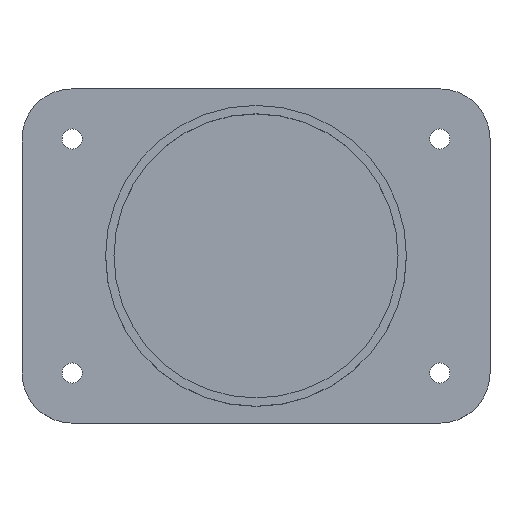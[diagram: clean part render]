
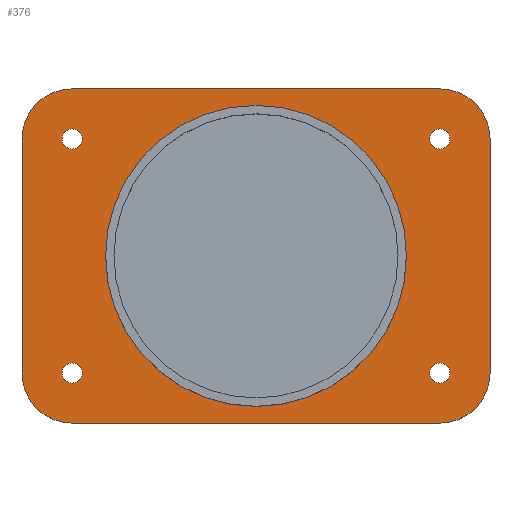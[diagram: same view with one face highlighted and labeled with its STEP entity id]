
A CAD part, top view. The second image highlights one B-rep face of the part: STEP entity #376.
In plain terms, the highlighted planar face has unit normal (0, 0, 1).
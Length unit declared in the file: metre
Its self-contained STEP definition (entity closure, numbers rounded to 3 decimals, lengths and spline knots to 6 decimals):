
#16=LINE('',#620,#32);
#20=LINE('',#629,#36);
#22=LINE('',#633,#38);
#26=LINE('',#642,#42);
#32=VECTOR('',#496,1.);
#36=VECTOR('',#502,1.);
#38=VECTOR('',#506,1.);
#42=VECTOR('',#512,1.);
#85=ORIENTED_EDGE('',*,*,#170,.T.);
#86=ORIENTED_EDGE('',*,*,#171,.T.);
#87=ORIENTED_EDGE('',*,*,#172,.T.);
#88=ORIENTED_EDGE('',*,*,#173,.T.);
#89=ORIENTED_EDGE('',*,*,#174,.F.);
#90=ORIENTED_EDGE('',*,*,#160,.T.);
#91=ORIENTED_EDGE('',*,*,#175,.T.);
#92=ORIENTED_EDGE('',*,*,#162,.T.);
#93=ORIENTED_EDGE('',*,*,#176,.T.);
#94=ORIENTED_EDGE('',*,*,#166,.F.);
#95=ORIENTED_EDGE('',*,*,#177,.T.);
#96=ORIENTED_EDGE('',*,*,#156,.F.);
#97=ORIENTED_EDGE('',*,*,#178,.T.);
#156=EDGE_CURVE('',#200,#201,#16,.T.);
#160=EDGE_CURVE('',#205,#204,#20,.T.);
#162=EDGE_CURVE('',#206,#207,#22,.T.);
#166=EDGE_CURVE('',#210,#211,#26,.T.);
#170=EDGE_CURVE('',#214,#214,#234,.F.);
#171=EDGE_CURVE('',#215,#215,#235,.F.);
#172=EDGE_CURVE('',#216,#216,#236,.F.);
#173=EDGE_CURVE('',#217,#217,#237,.F.);
#174=EDGE_CURVE('',#218,#218,#238,.T.);
#175=EDGE_CURVE('',#204,#206,#239,.T.);
#176=EDGE_CURVE('',#207,#211,#240,.T.);
#177=EDGE_CURVE('',#210,#201,#241,.T.);
#178=EDGE_CURVE('',#200,#205,#242,.T.);
#200=VERTEX_POINT('',#619);
#201=VERTEX_POINT('',#621);
#204=VERTEX_POINT('',#628);
#205=VERTEX_POINT('',#630);
#206=VERTEX_POINT('',#634);
#207=VERTEX_POINT('',#635);
#210=VERTEX_POINT('',#643);
#211=VERTEX_POINT('',#644);
#214=VERTEX_POINT('',#652);
#215=VERTEX_POINT('',#654);
#216=VERTEX_POINT('',#656);
#217=VERTEX_POINT('',#658);
#218=VERTEX_POINT('',#660);
#234=CIRCLE('',#432,0.001905);
#235=CIRCLE('',#433,0.001905);
#236=CIRCLE('',#434,0.001905);
#237=CIRCLE('',#435,0.001905);
#238=CIRCLE('',#436,0.028575);
#239=CIRCLE('',#437,0.009525);
#240=CIRCLE('',#438,0.009525);
#241=CIRCLE('',#439,0.009525);
#242=CIRCLE('',#440,0.009525);
#269=EDGE_LOOP('',(#85));
#270=EDGE_LOOP('',(#86));
#271=EDGE_LOOP('',(#87));
#272=EDGE_LOOP('',(#88));
#273=EDGE_LOOP('',(#89));
#274=EDGE_LOOP('',(#90,#91,#92,#93,#94,#95,#96,#97));
#319=FACE_BOUND('',#269,.T.);
#320=FACE_BOUND('',#270,.T.);
#321=FACE_BOUND('',#271,.T.);
#322=FACE_BOUND('',#272,.T.);
#323=FACE_BOUND('',#273,.T.);
#324=FACE_BOUND('',#274,.T.);
#365=PLANE('',#431);
#376=ADVANCED_FACE('',(#319,#320,#321,#322,#323,#324),#365,.T.);
#431=AXIS2_PLACEMENT_3D('',#650,#516,#517);
#432=AXIS2_PLACEMENT_3D('',#651,#518,#519);
#433=AXIS2_PLACEMENT_3D('',#653,#520,#521);
#434=AXIS2_PLACEMENT_3D('',#655,#522,#523);
#435=AXIS2_PLACEMENT_3D('',#657,#524,#525);
#436=AXIS2_PLACEMENT_3D('',#659,#526,#527);
#437=AXIS2_PLACEMENT_3D('',#661,#528,#529);
#438=AXIS2_PLACEMENT_3D('',#662,#530,#531);
#439=AXIS2_PLACEMENT_3D('',#663,#532,#533);
#440=AXIS2_PLACEMENT_3D('',#664,#534,#535);
#496=DIRECTION('',(1.,0.,0.));
#502=DIRECTION('',(0.,-1.,0.));
#506=DIRECTION('',(1.,0.,0.));
#512=DIRECTION('',(0.,-1.,0.));
#516=DIRECTION('',(0.,0.,1.));
#517=DIRECTION('',(1.,0.,0.));
#518=DIRECTION('',(0.,0.,1.));
#519=DIRECTION('',(1.,0.,0.));
#520=DIRECTION('',(0.,0.,1.));
#521=DIRECTION('',(1.,0.,0.));
#522=DIRECTION('',(0.,0.,1.));
#523=DIRECTION('',(1.,0.,0.));
#524=DIRECTION('',(0.,0.,1.));
#525=DIRECTION('',(1.,0.,0.));
#526=DIRECTION('',(0.,0.,1.));
#527=DIRECTION('',(1.,0.,0.));
#528=DIRECTION('',(0.,0.,1.));
#529=DIRECTION('',(1.,0.,0.));
#530=DIRECTION('',(0.,0.,1.));
#531=DIRECTION('',(1.,0.,0.));
#532=DIRECTION('',(0.,0.,1.));
#533=DIRECTION('',(1.,0.,0.));
#534=DIRECTION('',(0.,0.,1.));
#535=DIRECTION('',(1.,0.,0.));
#619=CARTESIAN_POINT('',(-0.034925,0.03175,0.002032));
#620=CARTESIAN_POINT('',(0.,0.03175,0.002032));
#621=CARTESIAN_POINT('',(0.034925,0.03175,0.002032));
#628=CARTESIAN_POINT('',(-0.04445,-0.022225,0.002032));
#629=CARTESIAN_POINT('',(-0.04445,0.,0.002032));
#630=CARTESIAN_POINT('',(-0.04445,0.022225,0.002032));
#633=CARTESIAN_POINT('',(0.,-0.03175,0.002032));
#634=CARTESIAN_POINT('',(-0.034925,-0.03175,0.002032));
#635=CARTESIAN_POINT('',(0.034925,-0.03175,0.002032));
#642=CARTESIAN_POINT('',(0.04445,0.,0.002032));
#643=CARTESIAN_POINT('',(0.04445,0.022225,0.002032));
#644=CARTESIAN_POINT('',(0.04445,-0.022225,0.002032));
#650=CARTESIAN_POINT('',(0.,0.,0.002032));
#651=CARTESIAN_POINT('',(0.034925,0.022225,0.002032));
#652=CARTESIAN_POINT('',(0.03683,0.022225,0.002032));
#653=CARTESIAN_POINT('',(-0.034925,0.022225,0.002032));
#654=CARTESIAN_POINT('',(-0.03302,0.022225,0.002032));
#655=CARTESIAN_POINT('',(-0.034925,-0.022225,0.002032));
#656=CARTESIAN_POINT('',(-0.03302,-0.022225,0.002032));
#657=CARTESIAN_POINT('',(0.034925,-0.022225,0.002032));
#658=CARTESIAN_POINT('',(0.03683,-0.022225,0.002032));
#659=CARTESIAN_POINT('',(0.,0.,0.002032));
#660=CARTESIAN_POINT('',(0.028575,0.,0.002032));
#661=CARTESIAN_POINT('',(-0.034925,-0.022225,0.002032));
#662=CARTESIAN_POINT('',(0.034925,-0.022225,0.002032));
#663=CARTESIAN_POINT('',(0.034925,0.022225,0.002032));
#664=CARTESIAN_POINT('',(-0.034925,0.022225,0.002032));
